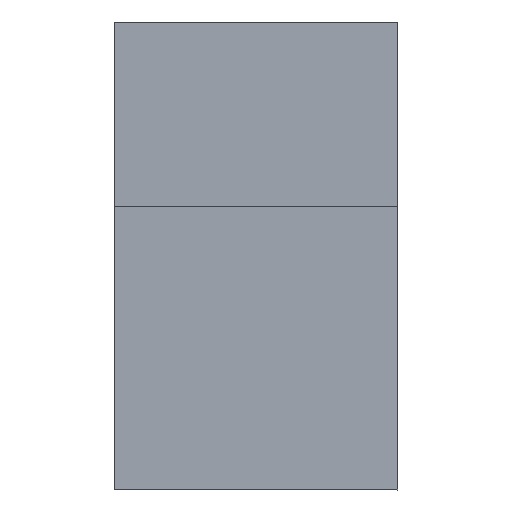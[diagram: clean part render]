
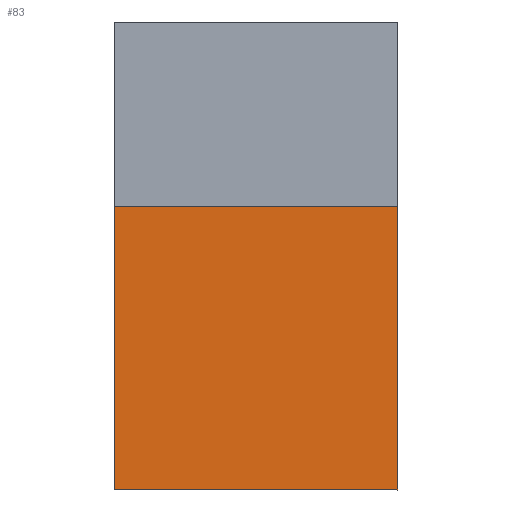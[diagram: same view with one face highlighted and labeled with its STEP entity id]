
A CAD part, left-side view. The second image highlights one B-rep face of the part: STEP entity #83.
In plain terms, the highlighted planar face has unit normal (-1, 0, 0).
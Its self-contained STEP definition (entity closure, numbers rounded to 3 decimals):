
#83=ADVANCED_FACE('NONE',(#160),#161,.T.);
#160=FACE_OUTER_BOUND('',#228,.T.);
#161=PLANE('',#229);
#228=EDGE_LOOP('',(#413,#414,#415,#416));
#229=AXIS2_PLACEMENT_3D('',#417,#418,#419);
#413=ORIENTED_EDGE('',*,*,#491,.T.);
#414=ORIENTED_EDGE('',*,*,#493,.T.);
#415=ORIENTED_EDGE('',*,*,#484,.T.);
#416=ORIENTED_EDGE('',*,*,#488,.T.);
#417=CARTESIAN_POINT('',(14.,20.0,-50.));
#418=DIRECTION('',(-1.0,0.0,0.));
#419=DIRECTION('',(0.,0.0,1.0));
#484=EDGE_CURVE('NONE',#592,#590,#593,.T.);
#488=EDGE_CURVE('NONE',#590,#596,#598,.T.);
#491=EDGE_CURVE('NONE',#596,#600,#602,.T.);
#493=EDGE_CURVE('NONE',#600,#592,#604,.T.);
#590=VERTEX_POINT('NONE',#747);
#592=VERTEX_POINT('NONE',#750);
#593=LINE('',#751,#752);
#596=VERTEX_POINT('NONE',#756);
#598=LINE('',#759,#760);
#600=VERTEX_POINT('NONE',#762);
#602=LINE('',#765,#766);
#604=LINE('',#768,#769);
#747=CARTESIAN_POINT('',(14.,20.0,-50.));
#750=CARTESIAN_POINT('',(14.,20.0,14.0));
#751=CARTESIAN_POINT('',(14.,20.0,-50.));
#752=VECTOR('',#819,1000.0);
#756=CARTESIAN_POINT('',(14.,-20.0,-50.));
#759=CARTESIAN_POINT('',(14.,20.0,-50.));
#760=VECTOR('',#822,1000.0);
#762=CARTESIAN_POINT('',(14.,-20.0,14.0));
#765=CARTESIAN_POINT('',(14.,-20.0,-50.));
#766=VECTOR('',#824,1000.0);
#768=CARTESIAN_POINT('',(14.,20.0,14.0));
#769=VECTOR('',#825,1000.0);
#819=DIRECTION('',(0.,0.0,-1.0));
#822=DIRECTION('',(0.0,-1.0,0.0));
#824=DIRECTION('',(0.,0.0,1.0));
#825=DIRECTION('',(0.0,1.0,0.0));
